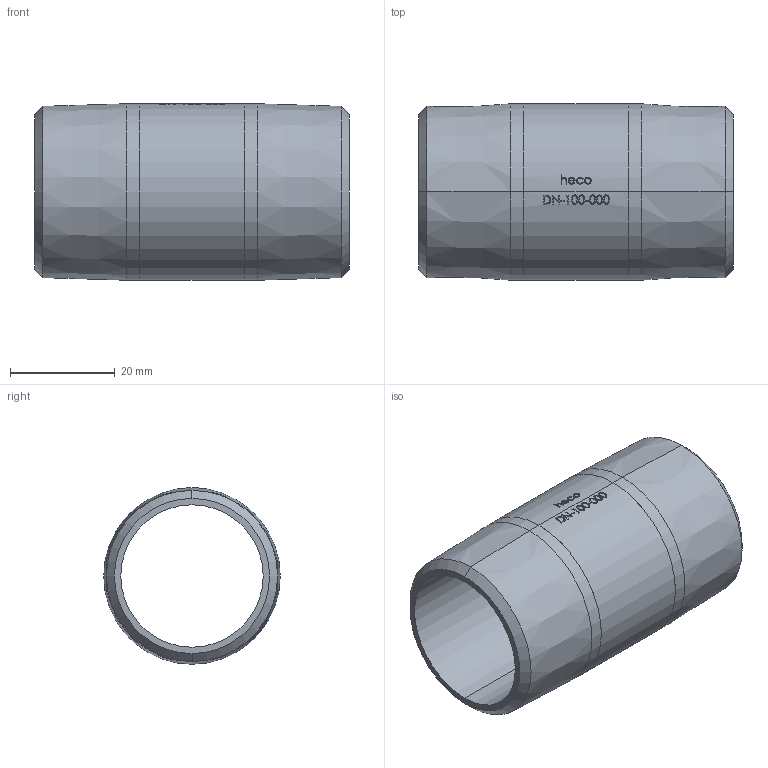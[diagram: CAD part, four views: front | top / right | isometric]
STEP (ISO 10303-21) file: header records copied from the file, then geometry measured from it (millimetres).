
FILE_DESCRIPTION (( 'STEP AP214' ), '1' );
FILE_NAME ('DN-100-000-x Doppelnippel heco.STEP', '2018-05-18T09:30:00', ( '' ), ( '' ), 'SwSTEP 2.0', 'SolidWorks 2016', '' );
FILE_SCHEMA (( 'AUTOMOTIVE_DESIGN' ));
Length unit declared in the file: millimetre
Products named in the file (1): DN-100-000-x Doppelnippel heco
Bounding box: 60 x 33.7 x 33.7 mm (x, y, z)
Volume: 17410.5 mm3; surface area: 11752 mm2
Topology: 1 solids, 1 shells, 172 faces, 430 edges, 284 vertices
Faces by surface type: bspline 93, plane 41, cylinder 30, cone 8
Entity records: 17100 total; most frequent: CARTESIAN_POINT 12152, ORIENTED_EDGE 860, EDGE_CURVE 430, DIRECTION 360, B_SPLINE_CURVE_WITH_KNOTS 288, VERTEX_POINT 284, EDGE_LOOP 198, ADVANCED_FACE 172
